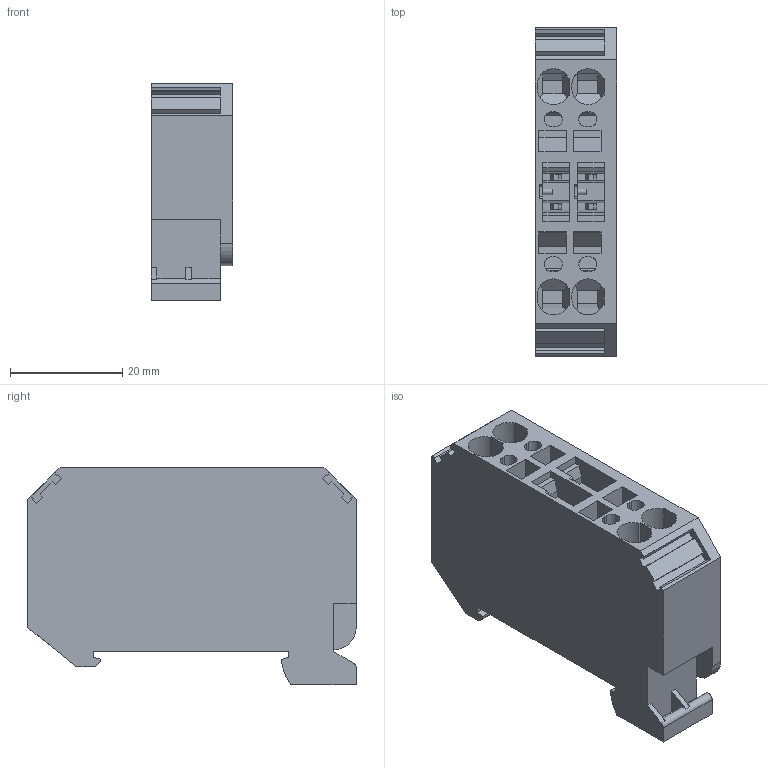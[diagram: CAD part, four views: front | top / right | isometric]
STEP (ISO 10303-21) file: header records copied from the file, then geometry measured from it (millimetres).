
FILE_DESCRIPTION(('Creo Elements/Direct Modeling STEP Export'),'2;1');
FILE_NAME('model.stp','2020-07-23T15:00:07',(''),(''),'Creo Elements/Direct Modeling STEP processor for AP214 (Solid Model)','Creo Elements/Direct Modeling 20.1A 29-Sep-2018 (C) Parametric Technology GmbH','');
FILE_SCHEMA(('AUTOMOTIVE_DESIGN { 1 0 10303 214 1 1 1 1 }'));
Length unit declared in the file: millimetre
Products named in the file (2): ZFK-RELG_2-select
Assembly tree (1 placements, depth 2):
  ZFK-RELG_2-select
    ZFK-RELG_2-select
Bounding box: 14.5 x 58.4 x 38.75 mm (x, y, z)
Volume: 23265.8 mm3; surface area: 10916.5 mm2
Topology: 1 solids, 1 shells, 289 faces, 801 edges, 532 vertices
Faces by surface type: plane 266, cylinder 23
Entity records: 9467 total; most frequent: ORIENTED_EDGE 1602, CARTESIAN_POINT 1594, DIRECTION 1420, EDGE_CURVE 801, VECTOR 704, LINE 704, VERTEX_POINT 532, AXIS2_PLACEMENT_3D 358
